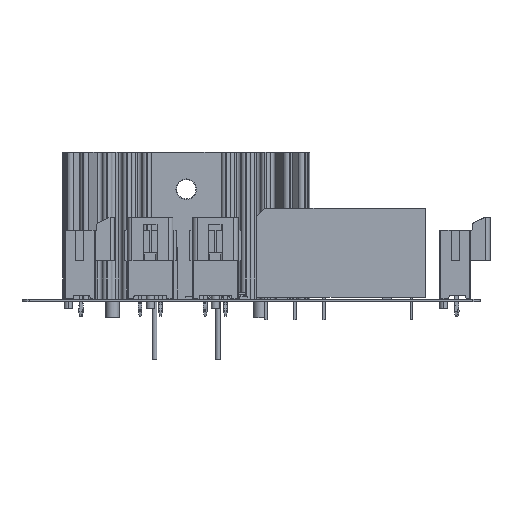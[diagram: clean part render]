
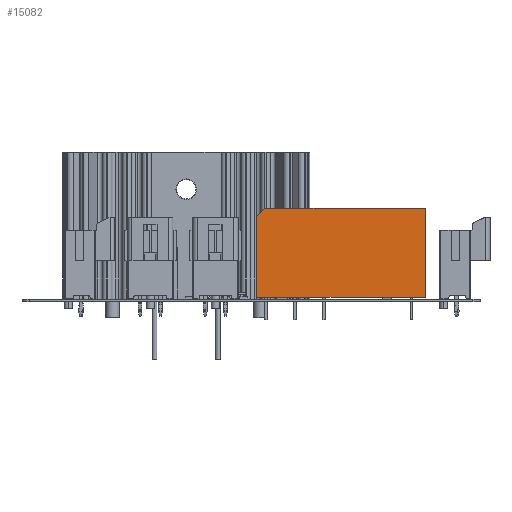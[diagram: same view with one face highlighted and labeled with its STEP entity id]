
A CAD part, front view. The second image highlights one B-rep face of the part: STEP entity #15082.
In plain terms, the highlighted face is planar.
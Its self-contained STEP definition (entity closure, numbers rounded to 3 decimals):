
#14544 = VERTEX_POINT('',#14545);
#14545 = CARTESIAN_POINT('',(-2.4,0.4,-10.1));
#14553 = EDGE_CURVE('',#14554,#14544,#14556,.T.);
#14554 = VERTEX_POINT('',#14555);
#14555 = CARTESIAN_POINT('',(26.6,0.4,-10.1));
#14556 = LINE('',#14557,#14558);
#14557 = CARTESIAN_POINT('',(-2.4,0.4,-10.1));
#14558 = VECTOR('',#14559,1.);
#14559 = DIRECTION('',(-1.,0.,0.));
#14883 = EDGE_CURVE('',#14884,#14554,#14886,.T.);
#14884 = VERTEX_POINT('',#14885);
#14885 = CARTESIAN_POINT('',(26.6,14.3,-10.1));
#14886 = LINE('',#14887,#14888);
#14887 = CARTESIAN_POINT('',(26.6,15.7,-10.1));
#14888 = VECTOR('',#14889,1.);
#14889 = DIRECTION('',(0.,-1.,0.));
#15082 = ADVANCED_FACE('',(#15083),#15109,.F.);
#15083 = FACE_BOUND('',#15084,.T.);
#15084 = EDGE_LOOP('',(#15085,#15095,#15101,#15102,#15103));
#15085 = ORIENTED_EDGE('',*,*,#15086,.F.);
#15086 = EDGE_CURVE('',#15087,#15089,#15091,.T.);
#15087 = VERTEX_POINT('',#15088);
#15088 = CARTESIAN_POINT('',(25.2,15.7,-10.1));
#15089 = VERTEX_POINT('',#15090);
#15090 = CARTESIAN_POINT('',(-2.4,15.7,-10.1));
#15091 = LINE('',#15092,#15093);
#15092 = CARTESIAN_POINT('',(-2.4,15.7,-10.1));
#15093 = VECTOR('',#15094,1.);
#15094 = DIRECTION('',(-1.,0.,0.));
#15095 = ORIENTED_EDGE('',*,*,#15096,.T.);
#15096 = EDGE_CURVE('',#15087,#14884,#15097,.T.);
#15097 = LINE('',#15098,#15099);
#15098 = CARTESIAN_POINT('',(25.2,15.7,-10.1));
#15099 = VECTOR('',#15100,1.);
#15100 = DIRECTION('',(0.707,-0.707,0.));
#15101 = ORIENTED_EDGE('',*,*,#14883,.T.);
#15102 = ORIENTED_EDGE('',*,*,#14553,.T.);
#15103 = ORIENTED_EDGE('',*,*,#15104,.F.);
#15104 = EDGE_CURVE('',#15089,#14544,#15105,.T.);
#15105 = LINE('',#15106,#15107);
#15106 = CARTESIAN_POINT('',(-2.4,15.7,-10.1));
#15107 = VECTOR('',#15108,1.);
#15108 = DIRECTION('',(0.,-1.,0.));
#15109 = PLANE('',#15110);
#15110 = AXIS2_PLACEMENT_3D('',#15111,#15112,#15113);
#15111 = CARTESIAN_POINT('',(-2.4,15.7,-10.1));
#15112 = DIRECTION('',(0.,0.,1.));
#15113 = DIRECTION('',(1.,0.,0.));
